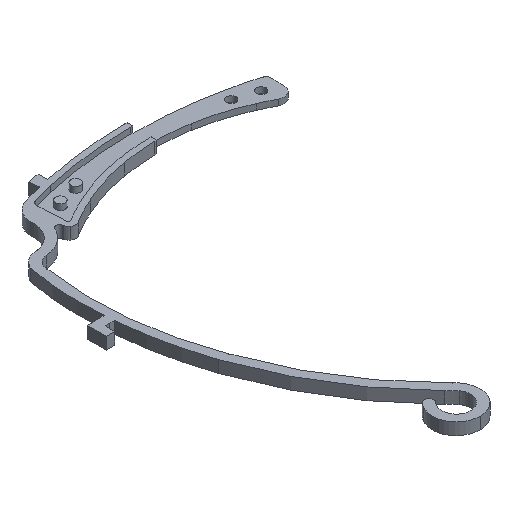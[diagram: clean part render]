
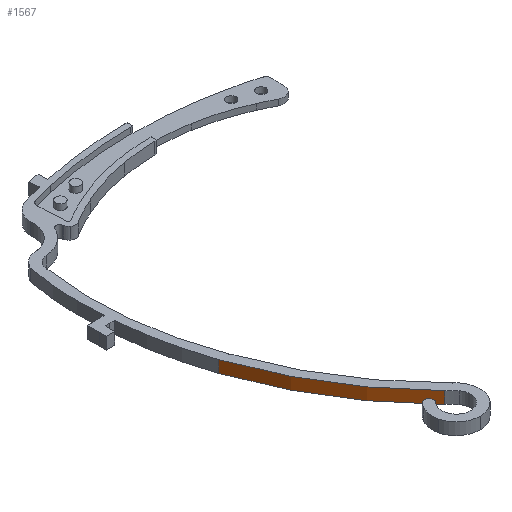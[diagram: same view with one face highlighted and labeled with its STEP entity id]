
A CAD part, isometric view. The second image highlights one B-rep face of the part: STEP entity #1567.
In plain terms, the highlighted cylindrical face has radius 153.128 mm (diameter 306.257 mm), a partial arc.
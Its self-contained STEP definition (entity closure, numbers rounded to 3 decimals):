
#70=CYLINDRICAL_SURFACE('',#1774,153.128);
#81=CIRCLE('',#1593,153.128);
#162=CIRCLE('',#1678,153.128);
#264=FACE_OUTER_BOUND('',#352,.T.);
#352=EDGE_LOOP('',(#1437,#1438,#1439,#1440));
#478=LINE('',#2757,#602);
#479=LINE('',#2759,#603);
#602=VECTOR('',#2273,10.);
#603=VECTOR('',#2276,10.);
#617=VERTEX_POINT('',#2319);
#618=VERTEX_POINT('',#2321);
#725=VERTEX_POINT('',#2543);
#726=VERTEX_POINT('',#2545);
#774=EDGE_CURVE('',#617,#618,#81,.T.);
#886=EDGE_CURVE('',#726,#725,#162,.T.);
#992=EDGE_CURVE('',#725,#618,#478,.T.);
#993=EDGE_CURVE('',#726,#617,#479,.T.);
#1437=ORIENTED_EDGE('',*,*,#886,.T.);
#1438=ORIENTED_EDGE('',*,*,#992,.T.);
#1439=ORIENTED_EDGE('',*,*,#774,.F.);
#1440=ORIENTED_EDGE('',*,*,#993,.F.);
#1567=ADVANCED_FACE('',(#264),#70,.T.);
#1593=AXIS2_PLACEMENT_3D('',#2322,#1802,#1803);
#1678=AXIS2_PLACEMENT_3D('',#2546,#2003,#2004);
#1774=AXIS2_PLACEMENT_3D('',#2758,#2274,#2275);
#1802=DIRECTION('center_axis',(0.,0.,1.));
#1803=DIRECTION('ref_axis',(-0.947,-0.32,0.));
#2003=DIRECTION('center_axis',(0.,0.,1.));
#2004=DIRECTION('ref_axis',(-0.947,-0.32,0.));
#2273=DIRECTION('',(0.,0.,1.));
#2274=DIRECTION('center_axis',(0.,0.,1.));
#2275=DIRECTION('ref_axis',(-0.947,-0.32,0.));
#2276=DIRECTION('',(0.,0.,1.));
#2319=CARTESIAN_POINT('',(-66.71,-75.,5.));
#2321=CARTESIAN_POINT('',(-30.75,-133.45,5.));
#2322=CARTESIAN_POINT('Origin',(78.376,-26.026,5.));
#2543=CARTESIAN_POINT('',(-30.75,-133.45,0.));
#2545=CARTESIAN_POINT('',(-66.71,-75.,0.));
#2546=CARTESIAN_POINT('Origin',(78.376,-26.026,0.));
#2757=CARTESIAN_POINT('',(-30.75,-133.45,0.));
#2758=CARTESIAN_POINT('Origin',(78.376,-26.026,0.));
#2759=CARTESIAN_POINT('',(-66.71,-75.,0.));
